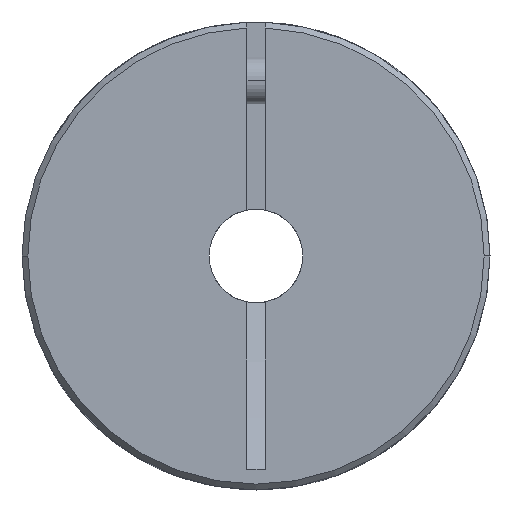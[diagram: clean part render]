
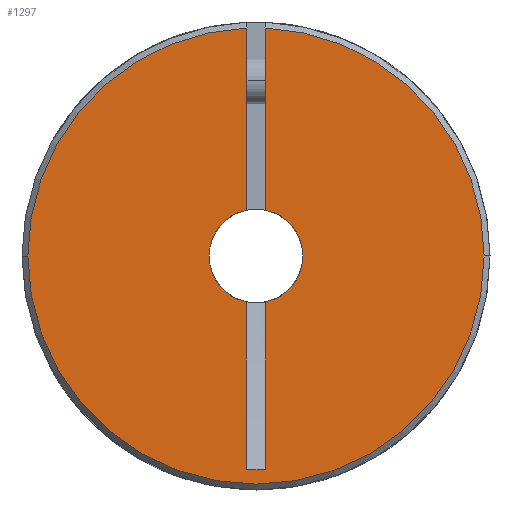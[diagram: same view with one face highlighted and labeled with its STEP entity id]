
A CAD part, left-side view. The second image highlights one B-rep face of the part: STEP entity #1297.
In plain terms, the highlighted planar face has unit normal (-1, 0, 0).
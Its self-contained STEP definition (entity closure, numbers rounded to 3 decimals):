
#1297=ADVANCED_FACE('',(#3372),#3373,.T.);
#2181=VERTEX_POINT('',#4287);
#2185=VERTEX_POINT('',#4291);
#2187=EDGE_CURVE('',#2181,#2185,#4293,.T.);
#2195=VERTEX_POINT('',#4301);
#2201=EDGE_CURVE('',#2195,#2181,#4307,.T.);
#2215=VERTEX_POINT('',#4321);
#2219=VERTEX_POINT('',#4325);
#2221=EDGE_CURVE('',#2219,#2215,#4327,.T.);
#2229=VERTEX_POINT('',#4335);
#2235=VERTEX_POINT('',#4341);
#2237=EDGE_CURVE('',#2235,#2229,#4343,.T.);
#2479=VERTEX_POINT('',#4585);
#2481=EDGE_CURVE('',#2479,#2235,#4587,.T.);
#2565=VERTEX_POINT('',#4671);
#2569=VERTEX_POINT('',#4675);
#2571=EDGE_CURVE('',#2569,#2565,#4677,.T.);
#2575=VERTEX_POINT('',#4681);
#2579=EDGE_CURVE('',#2565,#2575,#4685,.T.);
#2581=VERTEX_POINT('',#4687);
#2585=EDGE_CURVE('',#2581,#2569,#4691,.T.);
#2587=EDGE_CURVE('',#2215,#2185,#4693,.T.);
#2591=EDGE_CURVE('',#2575,#2219,#4697,.T.);
#2593=EDGE_CURVE('',#2229,#2581,#4699,.T.);
#2595=EDGE_CURVE('',#2479,#2195,#4701,.T.);
#3372=FACE_OUTER_BOUND('',#5468,.T.);
#3373=PLANE('',#5469);
#4287=CARTESIAN_POINT('',(0.0,19.5,0.));
#4291=CARTESIAN_POINT('',(0.0,0.8,19.484));
#4293=CIRCLE('',#6684,19.5);
#4301=CARTESIAN_POINT('',(0.0,-19.5,0.));
#4307=CIRCLE('',#6712,19.5);
#4321=CARTESIAN_POINT('',(0.0,0.8,3.919));
#4325=CARTESIAN_POINT('',(0.0,4.0,0.));
#4327=CIRCLE('',#6739,4.0);
#4335=CARTESIAN_POINT('',(0.0,-4.0,0.));
#4341=CARTESIAN_POINT('',(0.0,-0.8,3.919));
#4343=CIRCLE('',#6761,4.0);
#4585=CARTESIAN_POINT('',(0.0,-0.8,19.484));
#4587=LINE('',#7360,#7361);
#4671=CARTESIAN_POINT('',(0.,0.8,-18.229));
#4675=CARTESIAN_POINT('',(0.,-0.8,-18.229));
#4677=LINE('',#7515,#7516);
#4681=CARTESIAN_POINT('',(0.0,0.8,-3.919));
#4685=LINE('',#7528,#7529);
#4687=CARTESIAN_POINT('',(0.0,-0.8,-3.919));
#4691=LINE('',#7538,#7539);
#4693=LINE('',#7542,#7543);
#4697=CIRCLE('',#7549,4.0);
#4699=CIRCLE('',#7552,4.0);
#4701=CIRCLE('',#7555,19.5);
#5468=EDGE_LOOP('',(#9336,#9337,#9338,#9339,#9340,#9341,#9342,#9343,#9344,#9345,#9346,#9347));
#5469=AXIS2_PLACEMENT_3D('',#9348,#9349,#9350);
#6684=AXIS2_PLACEMENT_3D('',#10210,#10211,#10212);
#6712=AXIS2_PLACEMENT_3D('',#10217,#10218,#10219);
#6739=AXIS2_PLACEMENT_3D('',#10228,#10229,#10230);
#6761=AXIS2_PLACEMENT_3D('',#10236,#10237,#10238);
#7360=CARTESIAN_POINT('',(0.0,-0.8,1.333));
#7361=VECTOR('',#10359,1.0);
#7515=CARTESIAN_POINT('',(0.0,0.,-18.229));
#7516=VECTOR('',#10419,1.0);
#7528=CARTESIAN_POINT('',(0.0,0.8,1.333));
#7529=VECTOR('',#10424,1.0);
#7538=CARTESIAN_POINT('',(0.0,-0.8,1.333));
#7539=VECTOR('',#10426,1.0);
#7542=CARTESIAN_POINT('',(0.0,0.8,1.333));
#7543=VECTOR('',#10427,1.0);
#7549=AXIS2_PLACEMENT_3D('',#10431,#10432,#10433);
#7552=AXIS2_PLACEMENT_3D('',#10434,#10435,#10436);
#7555=AXIS2_PLACEMENT_3D('',#10437,#10438,#10439);
#9336=ORIENTED_EDGE('',*,*,#2587,.T.);
#9337=ORIENTED_EDGE('',*,*,#2187,.F.);
#9338=ORIENTED_EDGE('',*,*,#2201,.F.);
#9339=ORIENTED_EDGE('',*,*,#2595,.F.);
#9340=ORIENTED_EDGE('',*,*,#2481,.T.);
#9341=ORIENTED_EDGE('',*,*,#2237,.T.);
#9342=ORIENTED_EDGE('',*,*,#2593,.T.);
#9343=ORIENTED_EDGE('',*,*,#2585,.T.);
#9344=ORIENTED_EDGE('',*,*,#2571,.T.);
#9345=ORIENTED_EDGE('',*,*,#2579,.T.);
#9346=ORIENTED_EDGE('',*,*,#2591,.T.);
#9347=ORIENTED_EDGE('',*,*,#2221,.T.);
#9348=CARTESIAN_POINT('',(0.0,-11.75,0.0));
#9349=DIRECTION('',(-1.0,0.0,0.0));
#9350=DIRECTION('',(0.0,0.0,1.0));
#10210=CARTESIAN_POINT('',(0.0,0.0,0.0));
#10211=DIRECTION('',(1.0,0.0,0.0));
#10212=DIRECTION('',(0.0,-1.0,0.0));
#10217=CARTESIAN_POINT('',(0.0,0.0,0.0));
#10218=DIRECTION('',(1.0,0.0,0.0));
#10219=DIRECTION('',(0.0,-1.0,0.0));
#10228=CARTESIAN_POINT('',(0.0,0.0,0.0));
#10229=DIRECTION('',(1.0,0.0,0.0));
#10230=DIRECTION('',(0.0,-1.0,0.0));
#10236=CARTESIAN_POINT('',(0.0,0.0,0.0));
#10237=DIRECTION('',(1.0,0.0,0.0));
#10238=DIRECTION('',(0.0,-1.0,0.0));
#10359=DIRECTION('',(0.0,0.0,-1.0));
#10419=DIRECTION('',(-0.0,1.0,-0.0));
#10424=DIRECTION('',(0.0,0.0,1.0));
#10426=DIRECTION('',(0.0,0.0,-1.0));
#10427=DIRECTION('',(0.0,0.0,1.0));
#10431=CARTESIAN_POINT('',(0.0,0.0,0.0));
#10432=DIRECTION('',(1.0,0.0,0.0));
#10433=DIRECTION('',(0.0,-1.0,0.0));
#10434=CARTESIAN_POINT('',(0.0,0.0,0.0));
#10435=DIRECTION('',(1.0,0.0,0.0));
#10436=DIRECTION('',(0.0,-1.0,0.0));
#10437=CARTESIAN_POINT('',(0.0,0.0,0.0));
#10438=DIRECTION('',(1.0,0.0,0.0));
#10439=DIRECTION('',(0.0,-1.0,0.0));
